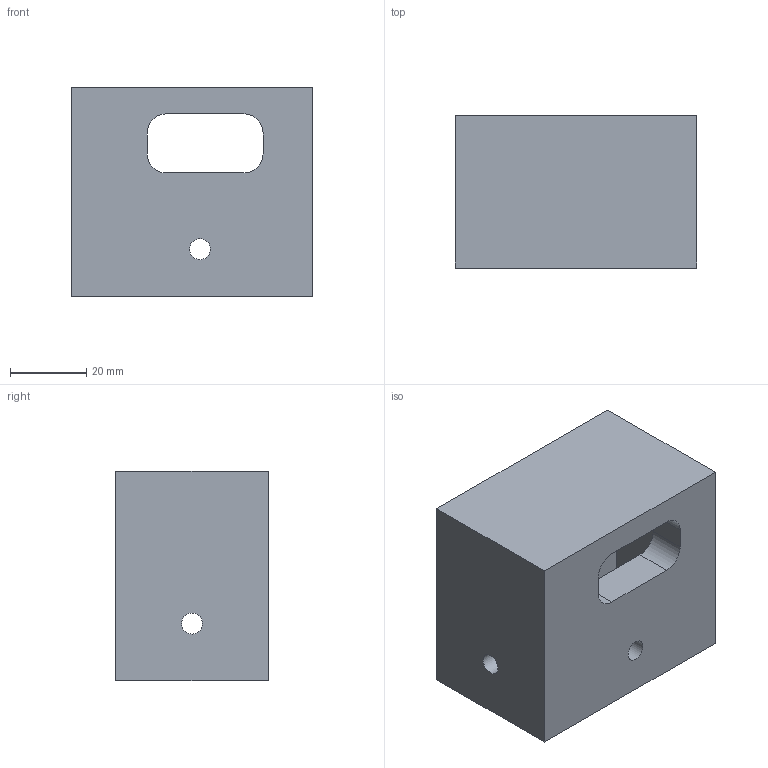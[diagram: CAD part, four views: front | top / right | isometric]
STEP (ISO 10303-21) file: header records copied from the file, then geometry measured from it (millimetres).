
FILE_DESCRIPTION(/* description */ ('STEP AP242','CAx-IF Rec.Pracs.---Representation and Presentation of Product Manufacturing Information (PMI)---4.0---2014-10-13','CAx-IF Rec.Pracs.---3D Tessellated Geometry---0.4---2014-09-14','2;1'),/* implementation_level */ '2;1');
FILE_NAME(/* name */ 'ExoGuitar - Butterfly Wing - Middle Right',/* time_stamp */ '2024-12-17T01:10:55Z',/* author */ (''),/* organization */ (''),/* preprocessor_version */ 'ST-DEVELOPER v20',/* originating_system */ 'ONSHAPE BY PTC INC, 1.191',/* authorisation */ ' ');
FILE_SCHEMA (('AP242_MANAGED_MODEL_BASED_3D_ENGINEERING_MIM_LF { 1 0 10303 442 1 1 4 }'));
Length unit declared in the file: metre
Products named in the file (1): Butterfly Wing - Middle Right
Bounding box: 63.45 x 40 x 55 mm (x, y, z)
Volume: 78945.6 mm3; surface area: 24030.1 mm2
Topology: 1 solids, 1 shells, 37 faces, 96 edges, 65 vertices
Faces by surface type: plane 22, cylinder 15
Full cylindrical faces by diameter (mm): 5.5 x3, 7.75 x1, 10 x3
Entity records: 1128 total; most frequent: DIRECTION 192, CARTESIAN_POINT 186, ORIENTED_EDGE 172, EDGE_CURVE 86, AXIS2_PLACEMENT_3D 68, VERTEX_POINT 62, EDGE_LOOP 60, FACE_BOUND 60
